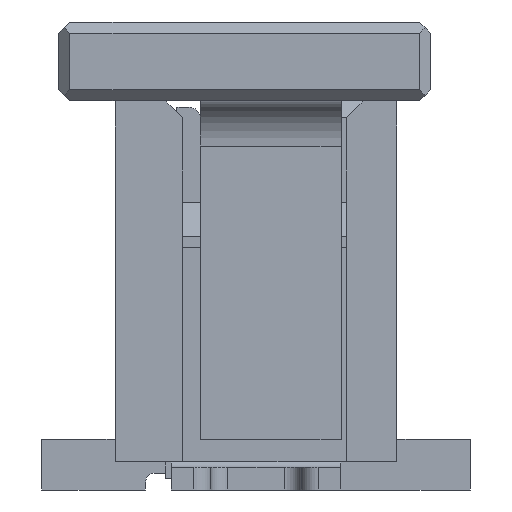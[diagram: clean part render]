
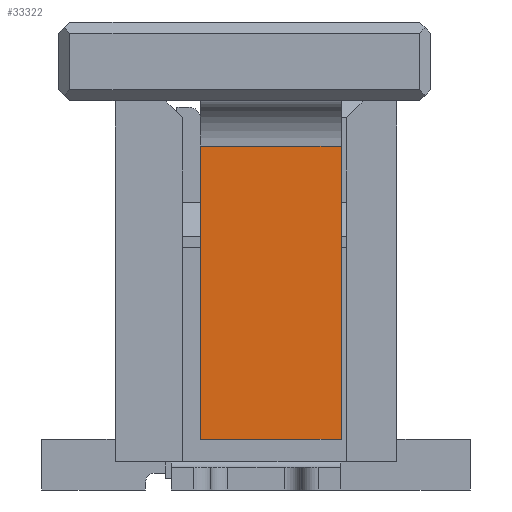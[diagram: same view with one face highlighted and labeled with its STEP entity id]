
A CAD part, left-side view. The second image highlights one B-rep face of the part: STEP entity #33322.
In plain terms, the highlighted planar face has unit normal (-1, 0, 0).
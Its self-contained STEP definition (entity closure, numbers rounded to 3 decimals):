
#5792=DIRECTION('',(0.,0.,-1.));
#5793=VECTOR('',#5792,2.6);
#5794=CARTESIAN_POINT('',(-9.9,0.495,-0.4));
#5795=LINE('',#5794,#5793);
#10626=DIRECTION('',(0.,0.,-1.));
#10627=VECTOR('',#10626,2.6);
#10628=CARTESIAN_POINT('',(-9.9,-0.755,-0.4));
#10629=LINE('',#10628,#10627);
#10689=DIRECTION('',(0.,-1.,0.));
#10690=VECTOR('',#10689,1.25);
#10691=CARTESIAN_POINT('',(-9.9,0.495,-3.));
#10692=LINE('',#10691,#10690);
#10697=DIRECTION('',(0.,1.,0.));
#10698=VECTOR('',#10697,1.25);
#10699=CARTESIAN_POINT('',(-9.9,-0.755,-0.4));
#10700=LINE('',#10699,#10698);
#16460=CARTESIAN_POINT('',(-9.9,0.495,-0.4));
#16461=CARTESIAN_POINT('',(-9.9,0.495,-3.));
#16462=VERTEX_POINT('',#16460);
#16463=VERTEX_POINT('',#16461);
#16530=CARTESIAN_POINT('',(-9.9,-0.755,-0.4));
#16531=CARTESIAN_POINT('',(-9.9,-0.755,-3.));
#16532=VERTEX_POINT('',#16530);
#16533=VERTEX_POINT('',#16531);
#33310=CARTESIAN_POINT('',(-9.9,-0.03,-0.4));
#33311=DIRECTION('',(-1.,0.,0.));
#33312=DIRECTION('',(0.,0.,-1.));
#33313=AXIS2_PLACEMENT_3D('',#33310,#33311,#33312);
#33314=PLANE('',#33313);
#33316=ORIENTED_EDGE('',*,*,#33315,.F.);
#33317=ORIENTED_EDGE('',*,*,#33199,.T.);
#33318=ORIENTED_EDGE('',*,*,#33302,.F.);
#33319=ORIENTED_EDGE('',*,*,#25336,.F.);
#33320=EDGE_LOOP('',(#33316,#33317,#33318,#33319));
#33321=FACE_OUTER_BOUND('',#33320,.F.);
#25336=EDGE_CURVE('',#16462,#16463,#5795,.T.);
#33199=EDGE_CURVE('',#16532,#16533,#10629,.T.);
#33302=EDGE_CURVE('',#16463,#16533,#10692,.T.);
#33315=EDGE_CURVE('',#16532,#16462,#10700,.T.);
#33322=ADVANCED_FACE('',(#33321),#33314,.T.);
